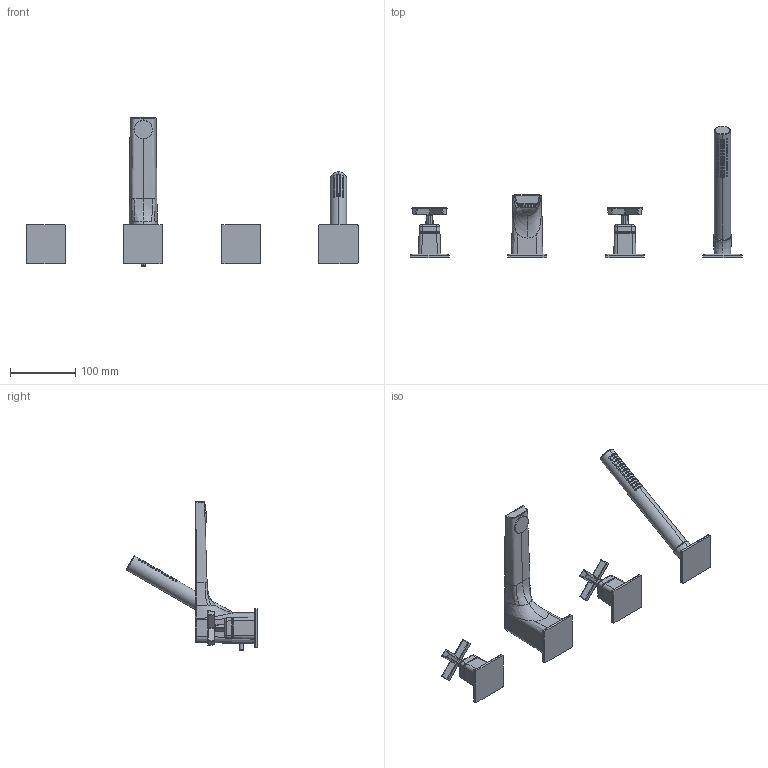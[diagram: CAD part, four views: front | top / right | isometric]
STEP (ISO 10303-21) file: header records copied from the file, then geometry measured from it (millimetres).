
FILE_DESCRIPTION (( 'STEP AP203' ), '1' );
FILE_NAME ('50462071.STEP', '2017-03-21T08:22:30', ( '' ), ( '' ), 'SwSTEP 2.0', 'SolidWorks 2016', '' );
FILE_SCHEMA (( 'CONFIG_CONTROL_DESIGN' ));
Length unit declared in the file: millimetre
Products named in the file (1): 50462071
Bounding box: 510 x 201.48 x 228 mm (x, y, z)
Surface area: 123702.3 mm2 (no closed solid volume)
Topology: 0 solids, 16 shells, 581 faces, 1290 edges, 773 vertices
Faces by surface type: cylinder 268, bspline 140, plane 119, sphere 42, torus 12
Entity records: 23531 total; most frequent: CARTESIAN_POINT 11913, ORIENTED_EDGE 2504, DIRECTION 2171, EDGE_CURVE 1252, AXIS2_PLACEMENT_3D 868, VERTEX_POINT 763, EDGE_LOOP 641, FACE_OUTER_BOUND 581
